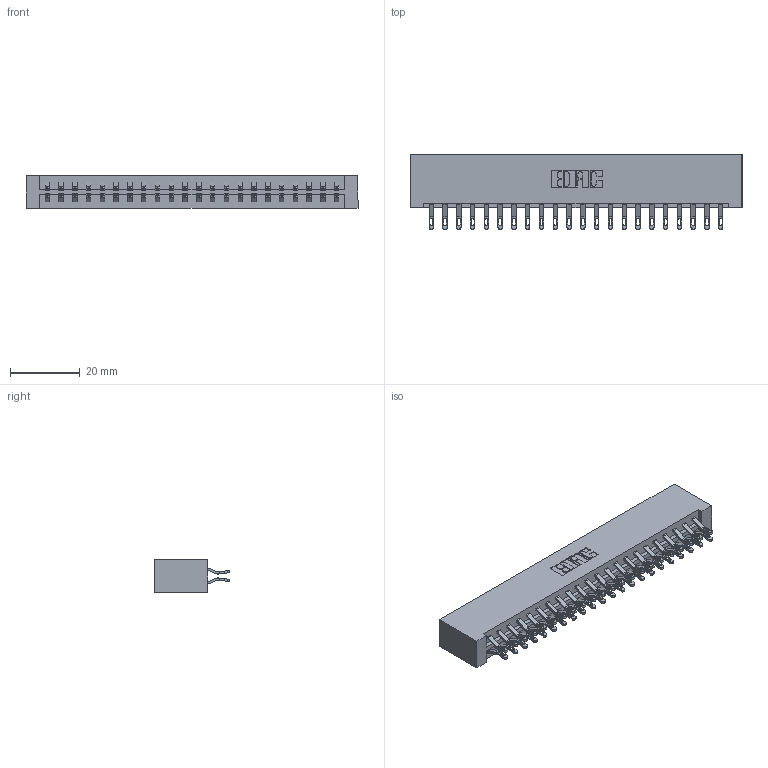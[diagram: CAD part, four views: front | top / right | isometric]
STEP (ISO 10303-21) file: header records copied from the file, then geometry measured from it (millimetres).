
FILE_DESCRIPTION (( 'STEP AP203' ), '1' );
FILE_NAME ('333-044-555-201.STEP', '2018-08-03T21:29:40', ( '' ), ( '' ), 'SwSTEP 2.0', 'SolidWorks 2016', '' );
FILE_SCHEMA (( 'CONFIG_CONTROL_DESIGN' ));
Length unit declared in the file: inch
Products named in the file (3): 333-044-555-201; 333 Part_Lugless; 345-292-001_555 Tail
Assembly tree (45 placements, depth 2):
  333-044-555-201
    333 Part_Lugless
    345-292-001_555 Tail  x44
Bounding box: 95.43 x 21.47 x 9.4 mm (x, y, z)
Volume: 10315.4 mm3; surface area: 12482.2 mm2
Topology: 45 solids, 45 shells, 2658 faces, 8339 edges, 5558 vertices
Faces by surface type: plane 1562, cylinder 1096
Entity records: 16789 total; most frequent: CARTESIAN_POINT 2840, ORIENTED_EDGE 2746, DIRECTION 2425, EDGE_CURVE 1373, LINE 1233, VECTOR 1233, VERTEX_POINT 914, AXIS2_PLACEMENT_3D 596
